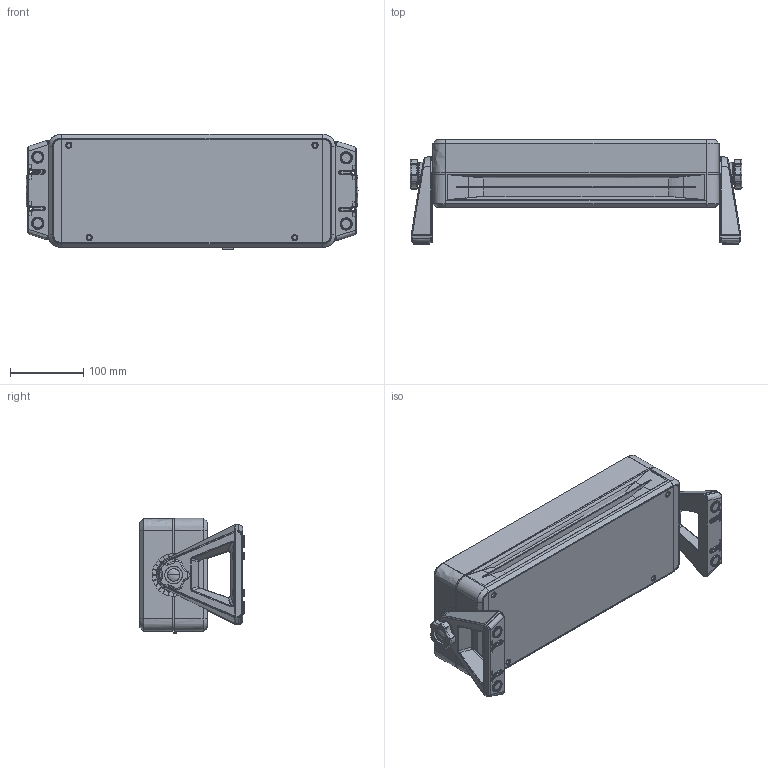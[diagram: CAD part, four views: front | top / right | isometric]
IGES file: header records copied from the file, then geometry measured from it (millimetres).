
Start section: SolidWorks IGES file using analytic representation for surfaces
Global section: file name: SC1P-WFD2.IGS,15; native system: HSolidWorks 2017; preprocessor: SolidWorks 2017; author: 1003643; date: 190808.145155; units: millimetre
Bounding box: 452 x 142 x 157.06 mm (x, y, z)
Surface area: 309053.7 mm2 (no closed solid volume)
Topology: 0 solids, 0 shells, 1518 faces, 13193 edges, 13170 vertices
Faces by surface type: bspline 1039, revolution 479
